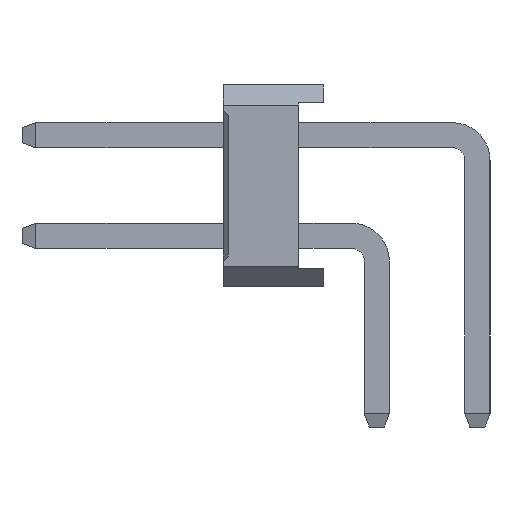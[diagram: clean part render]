
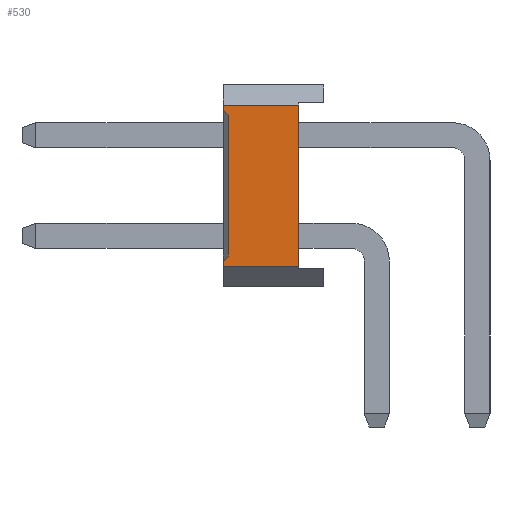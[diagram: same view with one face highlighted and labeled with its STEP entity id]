
A CAD part, left-side view. The second image highlights one B-rep face of the part: STEP entity #530.
In plain terms, the highlighted planar face has unit normal (-1, 0, 0).
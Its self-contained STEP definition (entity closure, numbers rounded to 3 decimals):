
#530=ADVANCED_FACE('',(#9452),#9454,.T.);
#9452=FACE_BOUND('',#9453,.T.);
#9453=EDGE_LOOP('',(#16685,#16686,#16687,#16688,#16689,#16690,#16691,#16692));
#9454=PLANE('',#9455);
#9455=AXIS2_PLACEMENT_3D('',#9456,#9457,#9458);
#9456=CARTESIAN_POINT('',(-1.,1.05,0.4));
#9457=DIRECTION('',(-1.,0.,0.));
#9458=DIRECTION('',(0.,0.,1.));
#16685=ORIENTED_EDGE('',*,*,#21473,.F.);
#16686=ORIENTED_EDGE('',*,*,#21474,.T.);
#16687=ORIENTED_EDGE('',*,*,#21475,.F.);
#16688=ORIENTED_EDGE('',*,*,#21039,.F.);
#16689=ORIENTED_EDGE('',*,*,#21471,.F.);
#16690=ORIENTED_EDGE('',*,*,#21476,.T.);
#16691=ORIENTED_EDGE('',*,*,#21477,.T.);
#16692=ORIENTED_EDGE('',*,*,#21043,.F.);
#21039=EDGE_CURVE('',#23538,#23540,#23541,.T.);
#21043=EDGE_CURVE('',#23546,#23548,#23549,.T.);
#21471=EDGE_CURVE('',#24350,#23538,#24352,.T.);
#21473=EDGE_CURVE('',#24354,#23546,#24355,.F.);
#21474=EDGE_CURVE('',#24354,#24356,#24357,.T.);
#21475=EDGE_CURVE('',#23540,#24356,#24358,.F.);
#21476=EDGE_CURVE('',#24350,#24359,#24360,.T.);
#21477=EDGE_CURVE('',#24359,#23548,#24361,.T.);
#23538=VERTEX_POINT('',#27630);
#23540=VERTEX_POINT('',#27634);
#23541=LINE('',#27635,#27636);
#23546=VERTEX_POINT('',#27646);
#23548=VERTEX_POINT('',#27650);
#23549=LINE('',#27651,#27652);
#24350=VERTEX_POINT('',#29306);
#24352=LINE('',#29310,#29311);
#24354=VERTEX_POINT('',#29316);
#24355=LINE('',#29317,#29318);
#24356=VERTEX_POINT('',#29320);
#24357=LINE('',#29321,#29322);
#24358=LINE('',#29324,#29325);
#24359=VERTEX_POINT('',#29327);
#24360=LINE('',#29328,#29329);
#24361=LINE('',#29331,#29332);
#27630=CARTESIAN_POINT('',(-1.,3.05,0.4));
#27634=CARTESIAN_POINT('',(-1.,3.05,0.5));
#27635=CARTESIAN_POINT('',(-1.,3.05,0.4));
#27636=VECTOR('',#27637,1.);
#27637=DIRECTION('',(0.,0.,1.));
#27646=CARTESIAN_POINT('',(-1.,3.05,3.5));
#27650=CARTESIAN_POINT('',(-1.,3.05,3.6));
#27651=CARTESIAN_POINT('',(-1.,3.05,3.5));
#27652=VECTOR('',#27653,1.);
#27653=DIRECTION('',(0.,0.,1.));
#29306=CARTESIAN_POINT('',(-1.,1.55,0.4));
#29310=CARTESIAN_POINT('',(-1.,1.55,0.4));
#29311=VECTOR('',#29312,1.);
#29312=DIRECTION('',(0.,1.,0.));
#29316=CARTESIAN_POINT('',(-1.,2.95,3.4));
#29317=CARTESIAN_POINT('',(-1.,3.05,3.5));
#29318=VECTOR('',#29319,1.);
#29319=DIRECTION('',(0.,-0.707,-0.707));
#29320=CARTESIAN_POINT('',(-1.,2.95,0.6));
#29321=CARTESIAN_POINT('',(-1.,2.95,3.4));
#29322=VECTOR('',#29323,1.);
#29323=DIRECTION('',(0.,0.,-1.));
#29324=CARTESIAN_POINT('',(-1.,2.95,0.6));
#29325=VECTOR('',#29326,1.);
#29326=DIRECTION('',(0.,0.707,-0.707));
#29327=CARTESIAN_POINT('',(-1.,1.55,3.6));
#29328=CARTESIAN_POINT('',(-1.,1.55,0.4));
#29329=VECTOR('',#29330,1.);
#29330=DIRECTION('',(0.,0.,1.));
#29331=CARTESIAN_POINT('',(-1.,1.55,3.6));
#29332=VECTOR('',#29333,1.);
#29333=DIRECTION('',(0.,1.,0.));
